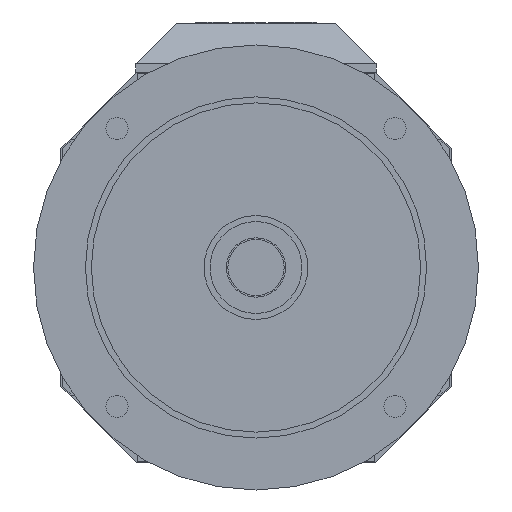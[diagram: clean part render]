
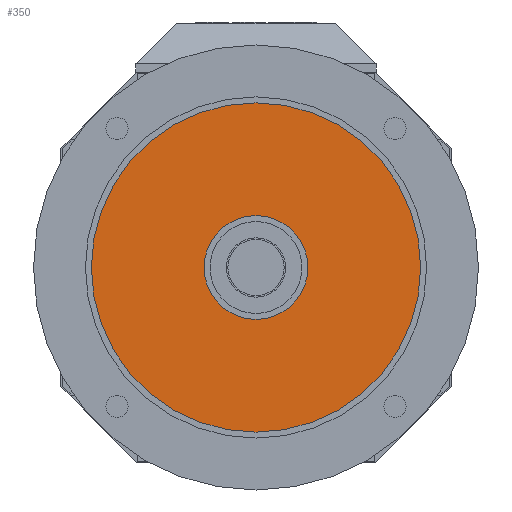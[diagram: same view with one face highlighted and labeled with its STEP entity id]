
A CAD part, front view. The second image highlights one B-rep face of the part: STEP entity #350.
In plain terms, the highlighted planar face has unit normal (0, -1, 0).
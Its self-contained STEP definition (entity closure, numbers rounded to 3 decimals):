
#57=FACE_BOUND('',#707,.T.);
#58=FACE_BOUND('',#708,.T.);
#192=PLANE('',#3037);
#350=ADVANCED_FACE('',(#57,#58),#192,.T.);
#707=EDGE_LOOP('',(#1398,#1399));
#708=EDGE_LOOP('',(#1400,#1401));
#776=CIRCLE('',#2879,111.);
#779=CIRCLE('',#2883,35.);
#827=CIRCLE('',#3032,35.);
#829=CIRCLE('',#3036,111.);
#1398=ORIENTED_EDGE('',*,*,#1893,.T.);
#1399=ORIENTED_EDGE('',*,*,#2197,.T.);
#1400=ORIENTED_EDGE('',*,*,#2195,.T.);
#1401=ORIENTED_EDGE('',*,*,#1899,.T.);
#1635=VERTEX_POINT('',#3871);
#1636=VERTEX_POINT('',#3873);
#1638=VERTEX_POINT('',#3879);
#1641=VERTEX_POINT('',#3884);
#1893=EDGE_CURVE('',#1636,#1635,#776,.T.);
#1899=EDGE_CURVE('',#1638,#1641,#779,.T.);
#2195=EDGE_CURVE('',#1641,#1638,#827,.T.);
#2197=EDGE_CURVE('',#1635,#1636,#829,.T.);
#2879=AXIS2_PLACEMENT_3D('',#3872,#3123,#3124);
#2883=AXIS2_PLACEMENT_3D('',#3885,#3134,#3135);
#3032=AXIS2_PLACEMENT_3D('',#4618,#3660,#3661);
#3036=AXIS2_PLACEMENT_3D('',#4622,#3668,#3669);
#3037=AXIS2_PLACEMENT_3D('',#4623,#3670,#3671);
#3123=DIRECTION('',(0.,-1.,0.));
#3124=DIRECTION('',(-1.,0.,0.));
#3134=DIRECTION('',(0.,1.,0.));
#3135=DIRECTION('',(-1.,0.,0.));
#3660=DIRECTION('',(0.,1.,0.));
#3661=DIRECTION('',(-1.,0.,0.));
#3668=DIRECTION('',(0.,-1.,0.));
#3669=DIRECTION('',(-1.,0.,0.));
#3670=DIRECTION('',(0.,-1.,0.));
#3671=DIRECTION('',(0.,0.,1.));
#3871=CARTESIAN_POINT('',(-111.,-275.5,0.));
#3872=CARTESIAN_POINT('',(0.,-275.5,0.));
#3873=CARTESIAN_POINT('',(111.,-275.5,0.));
#3879=CARTESIAN_POINT('',(-35.,-275.5,0.));
#3884=CARTESIAN_POINT('',(35.,-275.5,0.));
#3885=CARTESIAN_POINT('',(0.,-275.5,0.));
#4618=CARTESIAN_POINT('',(0.,-275.5,0.));
#4622=CARTESIAN_POINT('',(0.,-275.5,0.));
#4623=CARTESIAN_POINT('',(0.,-275.5,0.));
